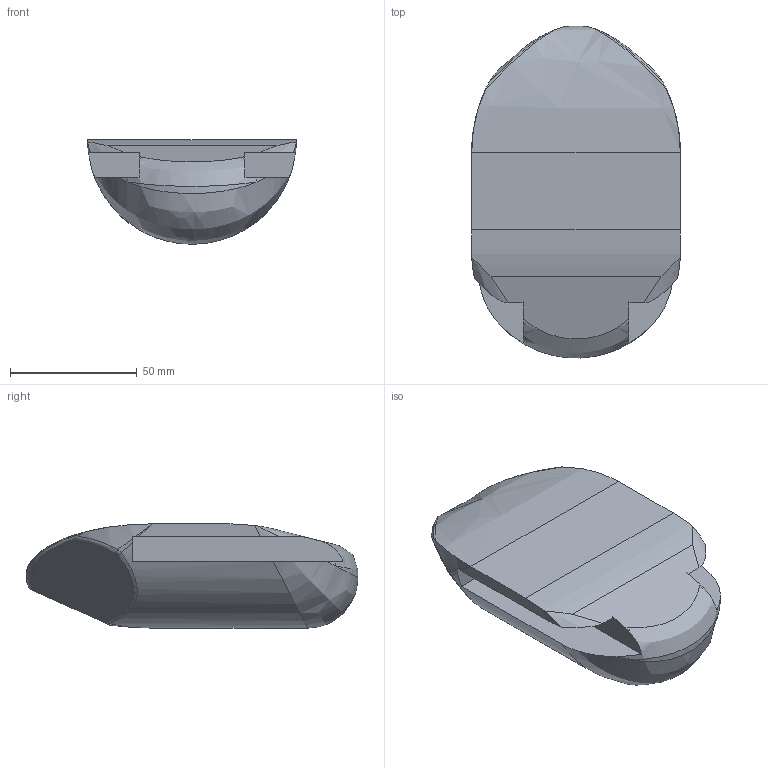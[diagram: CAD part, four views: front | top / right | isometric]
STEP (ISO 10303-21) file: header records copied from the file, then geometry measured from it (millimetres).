
FILE_DESCRIPTION(('STEP AP203'), '1');
FILE_NAME('planer', '2025-11-04T14:12:25', ('Anton'), (''), 'C3D Converter', 'C3D Toolkit', '');
FILE_SCHEMA(('CONFIG_CONTROL_DESIGN'));
Length unit declared in the file: millimetre
Bounding box: 82.5 x 131.22 x 41.25 mm (x, y, z)
Volume: 234243.7 mm3; surface area: 30195.5 mm2
Topology: 1 solids, 1 shells, 66 faces, 249 edges, 242 vertices
Faces by surface type: bspline 48, plane 13, cylinder 5
Entity records: 6251 total; most frequent: CARTESIAN_POINT 4545, ORIENTED_EDGE 348, EDGE_CURVE 174, B_SPLINE_CURVE_WITH_KNOTS 131, DIRECTION 117, VERTEX_POINT 110, COLOUR_RGB 79, PRESENTATION_STYLE_ASSIGNMENT 79
